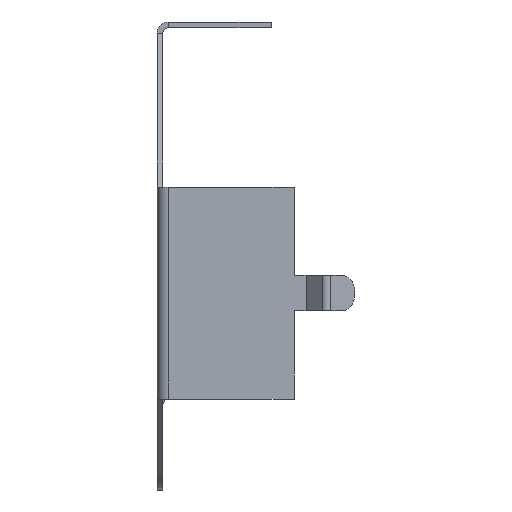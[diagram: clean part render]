
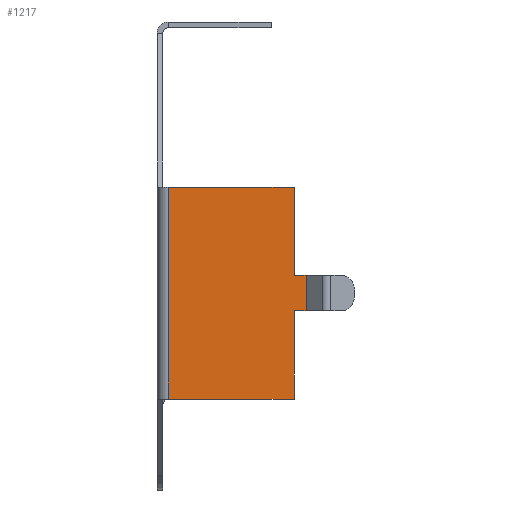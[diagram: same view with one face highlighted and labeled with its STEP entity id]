
A CAD part, left-side view. The second image highlights one B-rep face of the part: STEP entity #1217.
In plain terms, the highlighted planar face has unit normal (-1, 0, 0).
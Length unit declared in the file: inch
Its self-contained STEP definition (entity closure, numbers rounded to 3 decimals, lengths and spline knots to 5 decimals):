
#1023 = EDGE_CURVE ( 'NONE', #1181, #1142, #2833, .T. ) ;
#1142 = VERTEX_POINT ( 'NONE', #3027 ) ;
#1181 = VERTEX_POINT ( 'NONE', #3131 ) ;
#1193 = ORIENTED_EDGE ( 'NONE', *, *, #1196, .T. ) ;
#1196 = EDGE_CURVE ( 'NONE', #1221, #1237, #3082, .T. ) ;
#1197 = VERTEX_POINT ( 'NONE', #3078 ) ;
#1203 = EDGE_CURVE ( 'NONE', #1220, #1204, #3077, .T. ) ;
#1204 = VERTEX_POINT ( 'NONE', #3073 ) ;
#1209 = ORIENTED_EDGE ( 'NONE', *, *, #1228, .T. ) ;
#1214 = EDGE_CURVE ( 'NONE', #1204, #1234, #3181, .T. ) ;
#1215 = ORIENTED_EDGE ( 'NONE', *, *, #1214, .T. ) ;
#1217 = ADVANCED_FACE ( 'NONE', ( #3144 ), #3165, .F. ) ;
#1218 = EDGE_LOOP ( 'NONE', ( #1219, #1226, #1227, #1215, #1235, #1209, #1193, #1225 ) ) ;
#1219 = ORIENTED_EDGE ( 'NONE', *, *, #1023, .F. ) ;
#1220 = VERTEX_POINT ( 'NONE', #3196 ) ;
#1221 = VERTEX_POINT ( 'NONE', #3155 ) ;
#1225 = ORIENTED_EDGE ( 'NONE', *, *, #1229, .T. ) ;
#1226 = ORIENTED_EDGE ( 'NONE', *, *, #1238, .T. ) ;
#1227 = ORIENTED_EDGE ( 'NONE', *, *, #1203, .T. ) ;
#1228 = EDGE_CURVE ( 'NONE', #1197, #1221, #3217, .T. ) ;
#1229 = EDGE_CURVE ( 'NONE', #1237, #1142, #3214, .T. ) ;
#1234 = VERTEX_POINT ( 'NONE', #3191 ) ;
#1235 = ORIENTED_EDGE ( 'NONE', *, *, #1236, .T. ) ;
#1236 = EDGE_CURVE ( 'NONE', #1234, #1197, #3213, .T. ) ;
#1237 = VERTEX_POINT ( 'NONE', #3151 ) ;
#1238 = EDGE_CURVE ( 'NONE', #1181, #1220, #3163, .T. ) ;
#2833 = LINE ( 'NONE', #2849, #2848 ) ;
#2848 = VECTOR ( 'NONE', #2858, 39.37008 ) ;
#2849 = CARTESIAN_POINT ( 'NONE',  ( -0.4695, -0.01, -0.269 ) ) ;
#2858 = DIRECTION ( 'NONE',  ( 0., 0., 1. ) ) ;
#3027 = CARTESIAN_POINT ( 'NONE',  ( -0.4695, -0.01, -0.269 ) ) ;
#3073 = CARTESIAN_POINT ( 'NONE',  ( -0.4695, -0.23, -0.4855 ) ) ;
#3074 = DIRECTION ( 'NONE',  ( 0., 0., 1. ) ) ;
#3075 = VECTOR ( 'NONE', #3074, 39.37008 ) ;
#3076 = CARTESIAN_POINT ( 'NONE',  ( -0.4695, -0.23, -0.4235 ) ) ;
#3077 = LINE ( 'NONE', #3076, #3075 ) ;
#3078 = CARTESIAN_POINT ( 'NONE',  ( -0.4695, -0.251, -0.4235 ) ) ;
#3079 = DIRECTION ( 'NONE',  ( 0., 0., 1. ) ) ;
#3080 = VECTOR ( 'NONE', #3079, 39.37008 ) ;
#3081 = CARTESIAN_POINT ( 'NONE',  ( -0.4695, -0.23, -0.4235 ) ) ;
#3082 = LINE ( 'NONE', #3081, #3080 ) ;
#3131 = CARTESIAN_POINT ( 'NONE',  ( -0.4695, -0.01, -0.64 ) ) ;
#3144 = FACE_OUTER_BOUND ( 'NONE', #1218, .T. ) ;
#3151 = CARTESIAN_POINT ( 'NONE',  ( -0.4695, -0.23, -0.269 ) ) ;
#3152 = DIRECTION ( 'NONE',  ( 0., 0., 1. ) ) ;
#3153 = VECTOR ( 'NONE', #3152, 39.37008 ) ;
#3155 = CARTESIAN_POINT ( 'NONE',  ( -0.4695, -0.23, -0.4235 ) ) ;
#3157 = DIRECTION ( 'NONE',  ( 0., 1., 0. ) ) ;
#3158 = VECTOR ( 'NONE', #3157, 39.37008 ) ;
#3159 = CARTESIAN_POINT ( 'NONE',  ( -0.4695, 0., -0.269 ) ) ;
#3161 = DIRECTION ( 'NONE',  ( 0., 1., 0. ) ) ;
#3162 = CARTESIAN_POINT ( 'NONE',  ( -0.4695, 0., -0.64 ) ) ;
#3163 = LINE ( 'NONE', #3162, #3189 ) ;
#3165 = PLANE ( 'NONE',  #3195 ) ;
#3167 = VECTOR ( 'NONE', #3190, 39.37008 ) ;
#3181 = LINE ( 'NONE', #3194, #3167 ) ;
#3185 = DIRECTION ( 'NONE',  ( 0., -1., 0. ) ) ;
#3188 = DIRECTION ( 'NONE',  ( 0., -1., 0. ) ) ;
#3189 = VECTOR ( 'NONE', #3188, 39.37008 ) ;
#3190 = DIRECTION ( 'NONE',  ( 0., -1., 0. ) ) ;
#3191 = CARTESIAN_POINT ( 'NONE',  ( -0.4695, -0.251, -0.4855 ) ) ;
#3194 = CARTESIAN_POINT ( 'NONE',  ( -0.4695, 0., -0.4855 ) ) ;
#3195 = AXIS2_PLACEMENT_3D ( 'NONE', #3211, #3218, #3185 ) ;
#3196 = CARTESIAN_POINT ( 'NONE',  ( -0.4695, -0.23, -0.64 ) ) ;
#3211 = CARTESIAN_POINT ( 'NONE',  ( -0.4695, 0., -0.4235 ) ) ;
#3212 = CARTESIAN_POINT ( 'NONE',  ( -0.4695, -0.251, -0.4235 ) ) ;
#3213 = LINE ( 'NONE', #3212, #3153 ) ;
#3214 = LINE ( 'NONE', #3159, #3158 ) ;
#3215 = VECTOR ( 'NONE', #3161, 39.37008 ) ;
#3216 = CARTESIAN_POINT ( 'NONE',  ( -0.4695, 0., -0.4235 ) ) ;
#3217 = LINE ( 'NONE', #3216, #3215 ) ;
#3218 = DIRECTION ( 'NONE',  ( 1., 0., 0. ) ) ;
